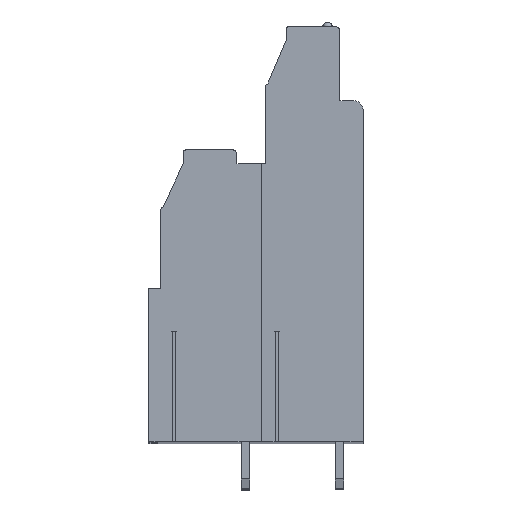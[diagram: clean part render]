
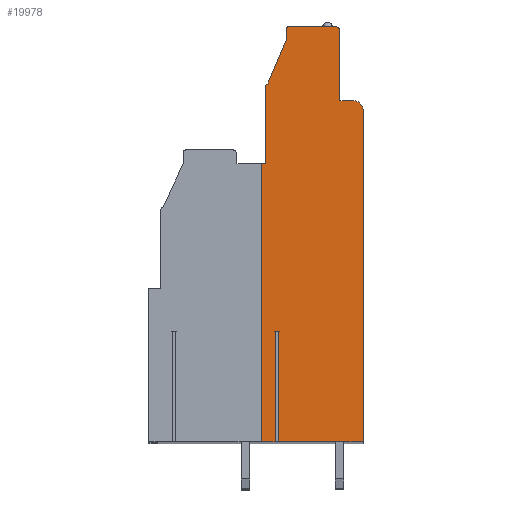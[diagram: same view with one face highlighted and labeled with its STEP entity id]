
A CAD part, top view. The second image highlights one B-rep face of the part: STEP entity #19978.
In plain terms, the highlighted planar face has unit normal (0, 0, 1).
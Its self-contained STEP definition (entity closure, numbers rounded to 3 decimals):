
#13=DIRECTION('',(1.,0.,0.));
#14=VECTOR('',#13,0.38);
#15=CARTESIAN_POINT('',(1.01,-18.05,109.22));
#16=LINE('',#15,#14);
#17=DIRECTION('',(0.,1.,0.));
#18=VECTOR('',#17,11.95);
#19=CARTESIAN_POINT('',(1.01,-30.,109.22));
#20=LINE('',#19,#18);
#21=DIRECTION('',(1.,0.,0.));
#22=VECTOR('',#21,1.51);
#23=CARTESIAN_POINT('',(-0.5,-30.,109.22));
#24=LINE('',#23,#22);
#25=DIRECTION('',(0.,1.,0.));
#26=VECTOR('',#25,30.);
#27=CARTESIAN_POINT('',(-0.5,-30.,109.22));
#28=LINE('',#27,#26);
#29=DIRECTION('',(-1.,0.,0.));
#30=VECTOR('',#29,0.5);
#31=CARTESIAN_POINT('',(0.,0.,109.22));
#32=LINE('',#31,#30);
#33=DIRECTION('',(0.,-1.,0.));
#34=VECTOR('',#33,8.4);
#35=CARTESIAN_POINT('',(0.,8.4,109.22));
#36=LINE('',#35,#34);
#37=CARTESIAN_POINT('',(0.2,8.4,109.22));
#38=DIRECTION('',(0.,0.,1.));
#39=DIRECTION('',(0.,1.,0.));
#40=AXIS2_PLACEMENT_3D('',#37,#38,#39);
#42=DIRECTION('',(-0.392,-0.92,0.));
#43=VECTOR('',#42,5.108);
#44=CARTESIAN_POINT('',(2.2,13.3,109.22));
#45=LINE('',#44,#43);
#46=DIRECTION('',(0.,-1.,0.));
#47=VECTOR('',#46,1.2);
#48=CARTESIAN_POINT('',(2.2,14.5,109.22));
#49=LINE('',#48,#47);
#50=CARTESIAN_POINT('',(2.5,14.5,109.22));
#51=DIRECTION('',(0.,0.,1.));
#52=DIRECTION('',(0.,1.,0.));
#53=AXIS2_PLACEMENT_3D('',#50,#51,#52);
#55=DIRECTION('',(-1.,0.,0.));
#56=VECTOR('',#55,5.);
#57=CARTESIAN_POINT('',(7.5,14.8,109.22));
#58=LINE('',#57,#56);
#59=CARTESIAN_POINT('',(7.5,14.3,109.22));
#60=DIRECTION('',(0.,0.,1.));
#61=DIRECTION('',(1.,0.,0.));
#62=AXIS2_PLACEMENT_3D('',#59,#60,#61);
#64=DIRECTION('',(0.,1.,0.));
#65=VECTOR('',#64,7.5);
#66=CARTESIAN_POINT('',(8.,6.8,109.22));
#67=LINE('',#66,#65);
#68=DIRECTION('',(-1.,0.,0.));
#69=VECTOR('',#68,1.5);
#70=CARTESIAN_POINT('',(9.5,6.8,109.22));
#71=LINE('',#70,#69);
#72=CARTESIAN_POINT('',(9.5,5.8,109.22));
#73=DIRECTION('',(0.,0.,1.));
#74=DIRECTION('',(1.,0.,0.));
#75=AXIS2_PLACEMENT_3D('',#72,#73,#74);
#77=DIRECTION('',(0.,1.,0.));
#78=VECTOR('',#77,35.8);
#79=CARTESIAN_POINT('',(10.5,-30.,109.22));
#80=LINE('',#79,#78);
#81=DIRECTION('',(1.,0.,0.));
#82=VECTOR('',#81,9.11);
#83=CARTESIAN_POINT('',(1.39,-30.,109.22));
#84=LINE('',#83,#82);
#85=DIRECTION('',(0.,1.,0.));
#86=VECTOR('',#85,11.95);
#87=CARTESIAN_POINT('',(1.39,-30.,109.22));
#88=LINE('',#87,#86);
#15367=CARTESIAN_POINT('',(10.5,-30.,109.22));
#15368=CARTESIAN_POINT('',(10.5,5.8,109.22));
#15369=VERTEX_POINT('',#15367);
#15370=VERTEX_POINT('',#15368);
#15371=CARTESIAN_POINT('',(9.5,6.8,109.22));
#15372=VERTEX_POINT('',#15371);
#15373=CARTESIAN_POINT('',(8.,6.8,109.22));
#15374=VERTEX_POINT('',#15373);
#15375=CARTESIAN_POINT('',(8.,14.3,109.22));
#15376=VERTEX_POINT('',#15375);
#15377=CARTESIAN_POINT('',(7.5,14.8,109.22));
#15378=VERTEX_POINT('',#15377);
#15379=CARTESIAN_POINT('',(2.5,14.8,109.22));
#15380=VERTEX_POINT('',#15379);
#15381=CARTESIAN_POINT('',(2.2,14.5,109.22));
#15382=VERTEX_POINT('',#15381);
#15383=CARTESIAN_POINT('',(2.2,13.3,109.22));
#15384=VERTEX_POINT('',#15383);
#15385=CARTESIAN_POINT('',(0.2,8.6,109.22));
#15386=VERTEX_POINT('',#15385);
#15387=CARTESIAN_POINT('',(0.,8.4,109.22));
#15388=VERTEX_POINT('',#15387);
#15389=CARTESIAN_POINT('',(0.,0.,109.22));
#15390=VERTEX_POINT('',#15389);
#15415=CARTESIAN_POINT('',(-0.5,-30.,109.22));
#15416=CARTESIAN_POINT('',(-0.5,0.,109.22));
#15417=VERTEX_POINT('',#15415);
#15418=VERTEX_POINT('',#15416);
#15499=CARTESIAN_POINT('',(1.01,-18.05,109.22));
#15500=CARTESIAN_POINT('',(1.39,-18.05,109.22));
#15501=VERTEX_POINT('',#15499);
#15502=VERTEX_POINT('',#15500);
#15503=CARTESIAN_POINT('',(1.01,-30.,109.22));
#15504=VERTEX_POINT('',#15503);
#15505=CARTESIAN_POINT('',(1.39,-30.,109.22));
#15506=VERTEX_POINT('',#15505);
#19935=CARTESIAN_POINT('',(0.,0.,109.22));
#19936=DIRECTION('',(0.,0.,1.));
#19937=DIRECTION('',(1.,0.,0.));
#19938=AXIS2_PLACEMENT_3D('',#19935,#19936,#19937);
#19939=PLANE('',#19938);
#19941=ORIENTED_EDGE('',*,*,#19940,.F.);
#19943=ORIENTED_EDGE('',*,*,#19942,.F.);
#19945=ORIENTED_EDGE('',*,*,#19944,.F.);
#19947=ORIENTED_EDGE('',*,*,#19946,.T.);
#19949=ORIENTED_EDGE('',*,*,#19948,.F.);
#19951=ORIENTED_EDGE('',*,*,#19950,.F.);
#19953=ORIENTED_EDGE('',*,*,#19952,.F.);
#19955=ORIENTED_EDGE('',*,*,#19954,.F.);
#19957=ORIENTED_EDGE('',*,*,#19956,.F.);
#19959=ORIENTED_EDGE('',*,*,#19958,.F.);
#19961=ORIENTED_EDGE('',*,*,#19960,.F.);
#19963=ORIENTED_EDGE('',*,*,#19962,.F.);
#19965=ORIENTED_EDGE('',*,*,#19964,.F.);
#19967=ORIENTED_EDGE('',*,*,#19966,.F.);
#19969=ORIENTED_EDGE('',*,*,#19968,.F.);
#19971=ORIENTED_EDGE('',*,*,#19970,.F.);
#19973=ORIENTED_EDGE('',*,*,#19972,.F.);
#19975=ORIENTED_EDGE('',*,*,#19974,.T.);
#19976=EDGE_LOOP('',(#19941,#19943,#19945,#19947,#19949,#19951,#19953,#19955,
#19957,#19959,#19961,#19963,#19965,#19967,#19969,#19971,#19973,#19975));
#19977=FACE_OUTER_BOUND('',#19976,.F.);
#41=CIRCLE('',#40,0.2);
#54=CIRCLE('',#53,0.3);
#63=CIRCLE('',#62,0.5);
#76=CIRCLE('',#75,1.);
#19940=EDGE_CURVE('',#15501,#15502,#16,.T.);
#19942=EDGE_CURVE('',#15504,#15501,#20,.T.);
#19944=EDGE_CURVE('',#15417,#15504,#24,.T.);
#19946=EDGE_CURVE('',#15417,#15418,#28,.T.);
#19948=EDGE_CURVE('',#15390,#15418,#32,.T.);
#19950=EDGE_CURVE('',#15388,#15390,#36,.T.);
#19952=EDGE_CURVE('',#15386,#15388,#41,.T.);
#19954=EDGE_CURVE('',#15384,#15386,#45,.T.);
#19956=EDGE_CURVE('',#15382,#15384,#49,.T.);
#19958=EDGE_CURVE('',#15380,#15382,#54,.T.);
#19960=EDGE_CURVE('',#15378,#15380,#58,.T.);
#19962=EDGE_CURVE('',#15376,#15378,#63,.T.);
#19964=EDGE_CURVE('',#15374,#15376,#67,.T.);
#19966=EDGE_CURVE('',#15372,#15374,#71,.T.);
#19968=EDGE_CURVE('',#15370,#15372,#76,.T.);
#19970=EDGE_CURVE('',#15369,#15370,#80,.T.);
#19972=EDGE_CURVE('',#15506,#15369,#84,.T.);
#19974=EDGE_CURVE('',#15506,#15502,#88,.T.);
#19978=ADVANCED_FACE('',(#19977),#19939,.T.);
